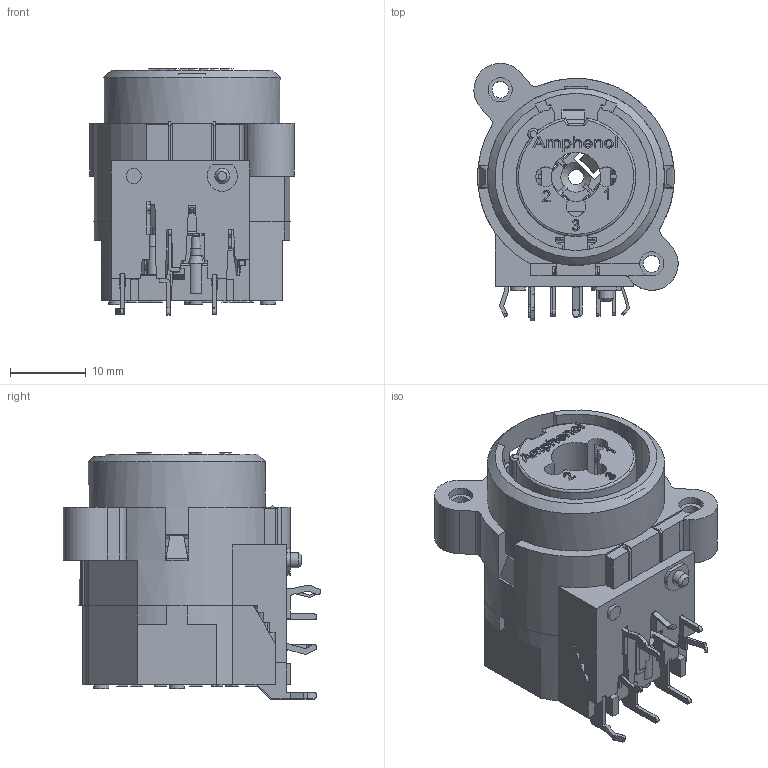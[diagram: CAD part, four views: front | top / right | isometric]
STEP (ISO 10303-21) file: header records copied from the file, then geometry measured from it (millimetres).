
FILE_DESCRIPTION(/* description */ (''),/* implementation_level */ '2;1');
FILE_NAME(/* name */ 'ACJC10HL.stp',/* time_stamp */ '2017-09-07T10:35:12+10:00',/* author */ ('minh'),/* organization */ (''),/* preprocessor_version */ 'ST-DEVELOPER v16.1',/* originating_system */ 'Autodesk Inventor 2016',/* authorisation */ '');
FILE_SCHEMA (('AUTOMOTIVE_DESIGN { 1 0 10303 214 3 1 1 }'));
Length unit declared in the file: inch
Products named in the file (1): ACJC10HL_Shrinkwrap_1
Bounding box: 27 x 34 x 32.6 mm (x, y, z)
Surface area: 10760.4 mm2 (no closed solid volume)
Topology: 0 solids, 36 shells, 882 faces, 3996 edges, 3006 vertices
Faces by surface type: plane 602, cylinder 167, bspline 100, cone 10, torus 3
Full cylindrical faces by diameter (mm): 1 x4, 1.2 x1, 1.35 x2, 1.8 x1, 1.9 x1, 2 x6, 2.2 x2, 3.2 x4, 6.5 x1, 23.4 x1
Entity records: 41500 total; most frequent: CARTESIAN_POINT 9633, DIRECTION 5910, ORIENTED_EDGE 5884, EDGE_CURVE 3952, VERTEX_POINT 2995, LINE 2908, VECTOR 2908, AXIS2_PLACEMENT_3D 1501
